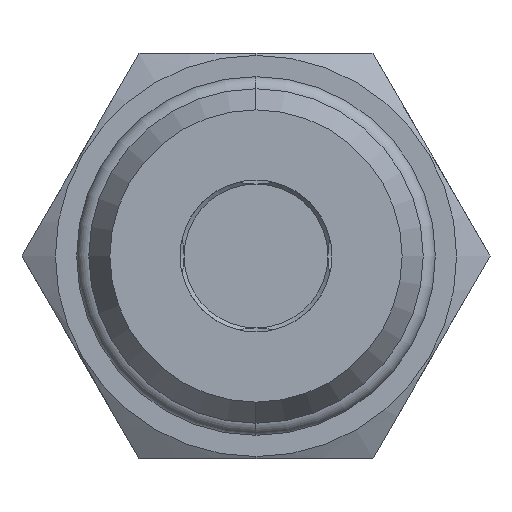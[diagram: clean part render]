
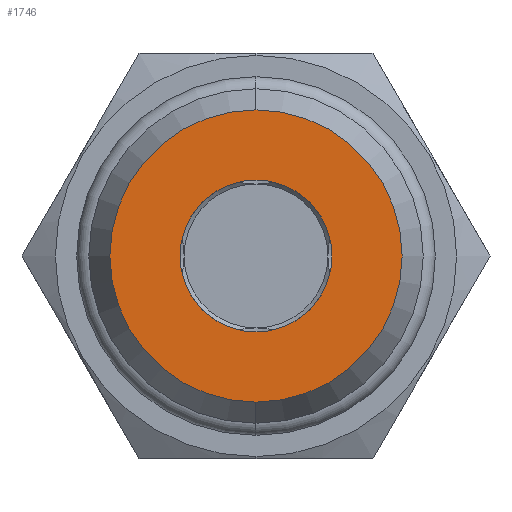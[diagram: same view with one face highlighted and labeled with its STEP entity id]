
A CAD part, front view. The second image highlights one B-rep face of the part: STEP entity #1746.
In plain terms, the highlighted planar face has unit normal (0, -1, 0).
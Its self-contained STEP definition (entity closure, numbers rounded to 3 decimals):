
#1 = DIRECTION ( 'NONE',  ( 0., 0., -1. ) ) ;
#9 = CARTESIAN_POINT ( 'NONE',  ( 0., 0., 0. ) ) ;
#12 = CARTESIAN_POINT ( 'NONE',  ( 0., 0., -3.75 ) ) ;
#13 = CIRCLE ( 'NONE', #17, 3.75 ) ;
#15 = DIRECTION ( 'NONE',  ( 0., 0., -1. ) ) ;
#16 = DIRECTION ( 'NONE',  ( 0., -1., 0. ) ) ;
#17 = AXIS2_PLACEMENT_3D ( 'NONE', #25, #16, #15 ) ;
#22 = AXIS2_PLACEMENT_3D ( 'NONE', #9, #30, #1 ) ;
#24 = CIRCLE ( 'NONE', #22, 3.75 ) ;
#25 = CARTESIAN_POINT ( 'NONE',  ( 0., 0., 0. ) ) ;
#30 = DIRECTION ( 'NONE',  ( 0., -1., 0. ) ) ;
#342 = CARTESIAN_POINT ( 'NONE',  ( 0., 0., 3.75 ) ) ;
#469 = DIRECTION ( 'NONE',  ( 0., 0., -1. ) ) ;
#484 = DIRECTION ( 'NONE',  ( 0., -1., 0. ) ) ;
#485 = CARTESIAN_POINT ( 'NONE',  ( 0., 0., 0. ) ) ;
#486 = AXIS2_PLACEMENT_3D ( 'NONE', #485, #484, #469 ) ;
#487 = CIRCLE ( 'NONE', #486, 7.211 ) ;
#603 = DIRECTION ( 'NONE',  ( 0., 0., -1. ) ) ;
#604 = DIRECTION ( 'NONE',  ( 0., -1., 0. ) ) ;
#605 = CARTESIAN_POINT ( 'NONE',  ( 0., 0., 0. ) ) ;
#612 = FACE_BOUND ( 'NONE', #1744, .T. ) ;
#613 = FACE_OUTER_BOUND ( 'NONE', #1747, .T. ) ;
#653 = AXIS2_PLACEMENT_3D ( 'NONE', #605, #604, #603 ) ;
#655 = PLANE ( 'NONE',  #653 ) ;
#1259 = EDGE_CURVE ( 'NONE', #1354, #1277, #2286, .T. ) ;
#1277 = VERTEX_POINT ( 'NONE', #2203 ) ;
#1354 = VERTEX_POINT ( 'NONE', #2359 ) ;
#1490 = EDGE_CURVE ( 'NONE', #1600, #1491, #24, .T. ) ;
#1491 = VERTEX_POINT ( 'NONE', #12 ) ;
#1495 = EDGE_CURVE ( 'NONE', #1491, #1600, #13, .T. ) ;
#1600 = VERTEX_POINT ( 'NONE', #342 ) ;
#1693 = EDGE_CURVE ( 'NONE', #1277, #1354, #487, .T. ) ;
#1744 = EDGE_LOOP ( 'NONE', ( #1745, #1760 ) ) ;
#1745 = ORIENTED_EDGE ( 'NONE', *, *, #1495, .F. ) ;
#1746 = ADVANCED_FACE ( 'NONE', ( #613, #612 ), #655, .T. ) ;
#1747 = EDGE_LOOP ( 'NONE', ( #1788, #1789 ) ) ;
#1760 = ORIENTED_EDGE ( 'NONE', *, *, #1490, .F. ) ;
#1788 = ORIENTED_EDGE ( 'NONE', *, *, #1693, .T. ) ;
#1789 = ORIENTED_EDGE ( 'NONE', *, *, #1259, .T. ) ;
#2203 = CARTESIAN_POINT ( 'NONE',  ( 0., 0., 7.211 ) ) ;
#2240 = DIRECTION ( 'NONE',  ( 0., -1., 0. ) ) ;
#2241 = CARTESIAN_POINT ( 'NONE',  ( 0., 0., 0. ) ) ;
#2243 = DIRECTION ( 'NONE',  ( 0., 0., -1. ) ) ;
#2259 = AXIS2_PLACEMENT_3D ( 'NONE', #2241, #2240, #2243 ) ;
#2286 = CIRCLE ( 'NONE', #2259, 7.211 ) ;
#2359 = CARTESIAN_POINT ( 'NONE',  ( 0., 0., -7.211 ) ) ;
